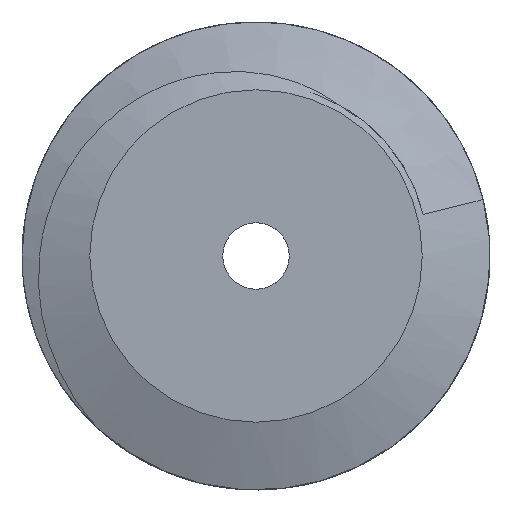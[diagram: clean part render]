
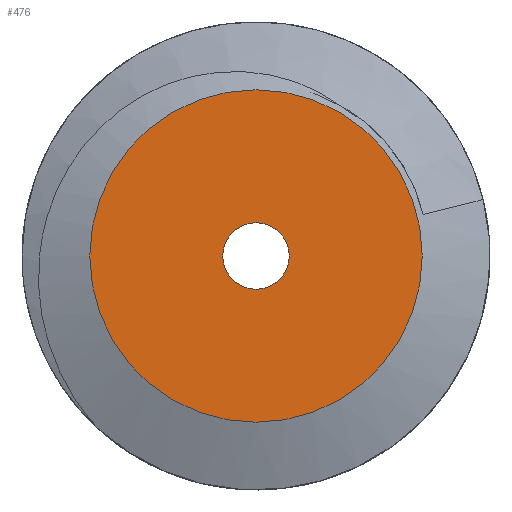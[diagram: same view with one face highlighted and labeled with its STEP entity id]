
A CAD part, left-side view. The second image highlights one B-rep face of the part: STEP entity #476.
In plain terms, the highlighted planar face has unit normal (-1, 0, 0).
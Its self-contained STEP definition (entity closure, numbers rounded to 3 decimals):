
#15=PLANE('',#532);
#19=FACE_BOUND('',#75,.T.);
#48=FACE_OUTER_BOUND('',#74,.T.);
#74=EDGE_LOOP('',(#433));
#75=EDGE_LOOP('',(#434));
#86=CIRCLE('',#528,1.35);
#88=CIRCLE('',#531,6.75);
#215=VERTEX_POINT('',#2593);
#217=VERTEX_POINT('',#2599);
#286=EDGE_CURVE('',#215,#215,#86,.T.);
#290=EDGE_CURVE('',#217,#217,#88,.T.);
#433=ORIENTED_EDGE('',*,*,#290,.F.);
#434=ORIENTED_EDGE('',*,*,#286,.T.);
#476=ADVANCED_FACE('',(#48,#19),#15,.T.);
#528=AXIS2_PLACEMENT_3D('',#2594,#606,#607);
#531=AXIS2_PLACEMENT_3D('',#2601,#614,#615);
#532=AXIS2_PLACEMENT_3D('',#2602,#616,#617);
#606=DIRECTION('center_axis',(1.,0.,0.));
#607=DIRECTION('ref_axis',(0.,0.,1.));
#614=DIRECTION('center_axis',(1.,0.,0.));
#615=DIRECTION('ref_axis',(0.,-1.,0.));
#616=DIRECTION('center_axis',(-1.,0.,0.));
#617=DIRECTION('ref_axis',(0.,0.,1.));
#2593=CARTESIAN_POINT('',(-15.,0.,-1.35));
#2594=CARTESIAN_POINT('Origin',(-15.,0.,0.));
#2599=CARTESIAN_POINT('',(-15.,6.75,0.));
#2601=CARTESIAN_POINT('Origin',(-15.,0.,0.));
#2602=CARTESIAN_POINT('Origin',(-15.,0.,0.));
